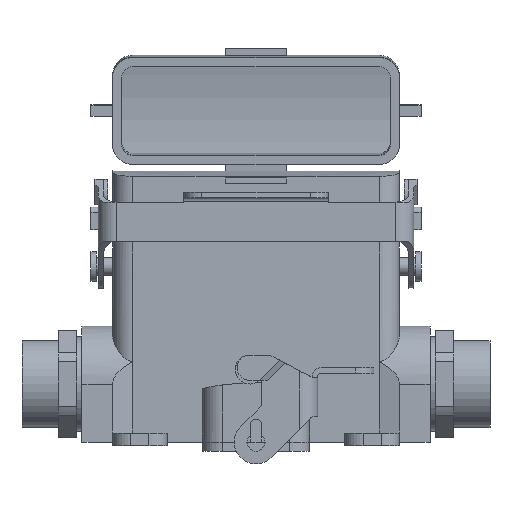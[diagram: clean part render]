
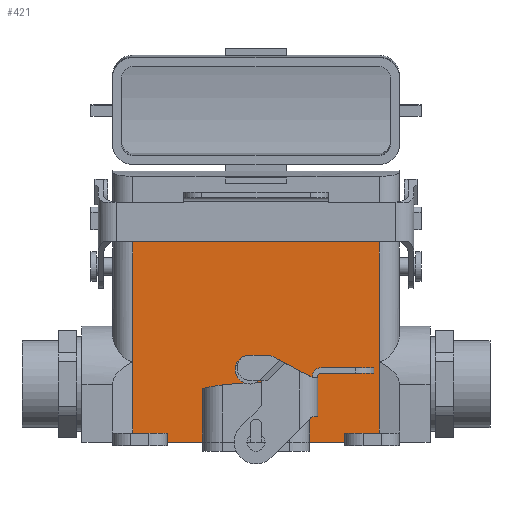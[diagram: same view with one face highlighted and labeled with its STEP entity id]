
A CAD part, front view. The second image highlights one B-rep face of the part: STEP entity #421.
In plain terms, the highlighted planar face has unit normal (0, -1, 0).
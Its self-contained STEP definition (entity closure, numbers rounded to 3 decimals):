
#421 = ADVANCED_FACE( '', ( #1062 ), #1063, .T. );
#1062 = FACE_OUTER_BOUND( '', #1989, .T. );
#1063 = PLANE( '', #1990 );
#1989 = EDGE_LOOP( '', ( #3200, #3201, #3202, #3203, #3204, #3205, #3206, #3207, #3208, #3209 ) );
#1990 = AXIS2_PLACEMENT_3D( '', #3210, #3211, #3212 );
#3200 = ORIENTED_EDGE( '', *, *, #5553, .T. );
#3201 = ORIENTED_EDGE( '', *, *, #5554, .F. );
#3202 = ORIENTED_EDGE( '', *, *, #5555, .F. );
#3203 = ORIENTED_EDGE( '', *, *, #5556, .F. );
#3204 = ORIENTED_EDGE( '', *, *, #5557, .T. );
#3205 = ORIENTED_EDGE( '', *, *, #5458, .T. );
#3206 = ORIENTED_EDGE( '', *, *, #5558, .F. );
#3207 = ORIENTED_EDGE( '', *, *, #5559, .T. );
#3208 = ORIENTED_EDGE( '', *, *, #5419, .F. );
#3209 = ORIENTED_EDGE( '', *, *, #5560, .F. );
#3210 = CARTESIAN_POINT( '', ( -34., -14.75, 56. ) );
#3211 = DIRECTION( '', ( 0., -1., 0. ) );
#3212 = DIRECTION( '', ( 0., 0., 1. ) );
#5419 = EDGE_CURVE( '', #6522, #6524, #6525, .T. );
#5458 = EDGE_CURVE( '', #6593, #6591, #6594, .T. );
#5553 = EDGE_CURVE( '', #6753, #6754, #6755, .T. );
#5554 = EDGE_CURVE( '', #6300, #6754, #6756, .T. );
#5555 = EDGE_CURVE( '', #6757, #6300, #6758, .T. );
#5556 = EDGE_CURVE( '', #6759, #6757, #6760, .T. );
#5557 = EDGE_CURVE( '', #6759, #6593, #6761, .T. );
#5558 = EDGE_CURVE( '', #6762, #6591, #6763, .T. );
#5559 = EDGE_CURVE( '', #6762, #6524, #6764, .T. );
#5560 = EDGE_CURVE( '', #6753, #6522, #6765, .T. );
#6300 = VERTEX_POINT( '', #7802 );
#6522 = VERTEX_POINT( '', #8128 );
#6524 = VERTEX_POINT( '', #8131 );
#6525 = LINE( '', #8132, #8133 );
#6591 = VERTEX_POINT( '', #8223 );
#6593 = VERTEX_POINT( '', #8226 );
#6594 = LINE( '', #8227, #8228 );
#6753 = VERTEX_POINT( '', #8464 );
#6754 = VERTEX_POINT( '', #8465 );
#6755 = LINE( '', #8466, #8467 );
#6756 = LINE( '', #8468, #8469 );
#6757 = VERTEX_POINT( '', #8470 );
#6758 = LINE( '', #8471, #8472 );
#6759 = VERTEX_POINT( '', #8473 );
#6760 = LINE( '', #8474, #8475 );
#6761 = LINE( '', #8476, #8477 );
#6762 = VERTEX_POINT( '', #8478 );
#6763 = LINE( '', #8479, #8480 );
#6764 = LINE( '', #8481, #8482 );
#6765 = LINE( '', #8483, #8484 );
#7802 = CARTESIAN_POINT( '', ( 34., -14.75, 22.2 ) );
#8128 = CARTESIAN_POINT( '', ( 24.5, -14.75, 0. ) );
#8131 = CARTESIAN_POINT( '', ( -24.5, -14.75, 0. ) );
#8132 = CARTESIAN_POINT( '', ( 0., -14.75, 0. ) );
#8133 = VECTOR( '', #10223, 1000. );
#8223 = CARTESIAN_POINT( '', ( -34., -14.75, 2.5 ) );
#8226 = CARTESIAN_POINT( '', ( -34., -14.75, 22.2 ) );
#8227 = CARTESIAN_POINT( '', ( -34., -14.75, 75.472 ) );
#8228 = VECTOR( '', #10267, 1000. );
#8464 = CARTESIAN_POINT( '', ( 24.5, -14.75, 2.5 ) );
#8465 = CARTESIAN_POINT( '', ( 34., -14.75, 2.5 ) );
#8466 = CARTESIAN_POINT( '', ( 34., -14.75, 2.5 ) );
#8467 = VECTOR( '', #10373, 1000. );
#8468 = CARTESIAN_POINT( '', ( 34., -14.75, 75.472 ) );
#8469 = VECTOR( '', #10374, 1000. );
#8470 = CARTESIAN_POINT( '', ( 34., -14.75, 56. ) );
#8471 = CARTESIAN_POINT( '', ( 34., -14.75, 56. ) );
#8472 = VECTOR( '', #10375, 1000. );
#8473 = CARTESIAN_POINT( '', ( -34., -14.75, 56. ) );
#8474 = CARTESIAN_POINT( '', ( -34., -14.75, 56. ) );
#8475 = VECTOR( '', #10376, 1000. );
#8476 = CARTESIAN_POINT( '', ( -34., -14.75, 56. ) );
#8477 = VECTOR( '', #10377, 1000. );
#8478 = CARTESIAN_POINT( '', ( -24.5, -14.75, 2.5 ) );
#8479 = CARTESIAN_POINT( '', ( -34., -14.75, 2.5 ) );
#8480 = VECTOR( '', #10378, 1000. );
#8481 = CARTESIAN_POINT( '', ( -24.5, -14.75, 56. ) );
#8482 = VECTOR( '', #10379, 1000. );
#8483 = CARTESIAN_POINT( '', ( 24.5, -14.75, 56. ) );
#8484 = VECTOR( '', #10380, 1000. );
#10223 = DIRECTION( '', ( -1., 0., 0. ) );
#10267 = DIRECTION( '', ( 0., 0., -1. ) );
#10373 = DIRECTION( '', ( 1., 0., 0. ) );
#10374 = DIRECTION( '', ( 0., 0., -1. ) );
#10375 = DIRECTION( '', ( 0., 0., -1. ) );
#10376 = DIRECTION( '', ( 1., 0., 0. ) );
#10377 = DIRECTION( '', ( 0., 0., -1. ) );
#10378 = DIRECTION( '', ( -1., 0., 0. ) );
#10379 = DIRECTION( '', ( 0., 0., -1. ) );
#10380 = DIRECTION( '', ( 0., 0., -1. ) );
